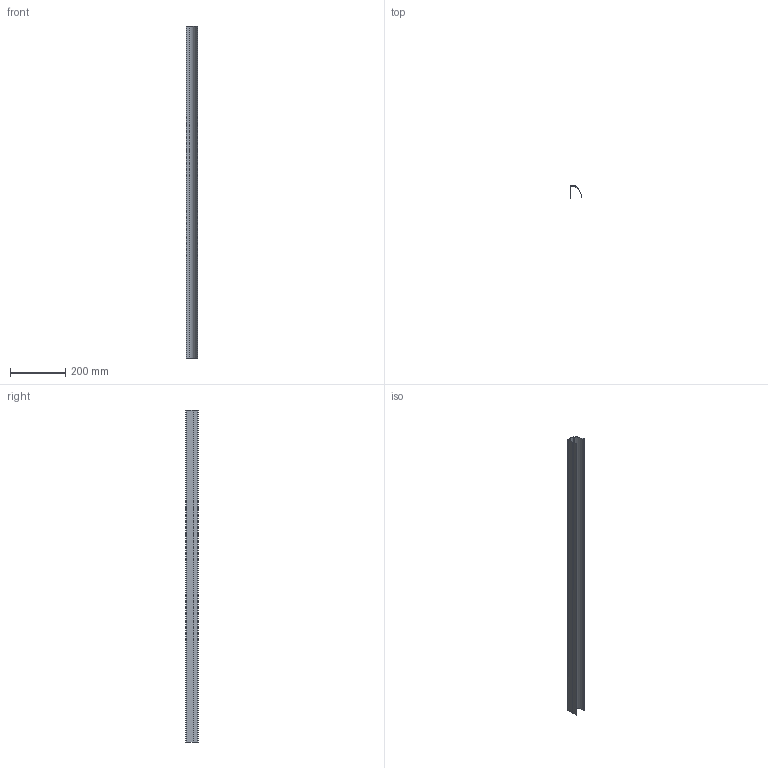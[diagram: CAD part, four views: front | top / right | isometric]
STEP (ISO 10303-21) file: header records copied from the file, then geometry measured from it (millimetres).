
FILE_DESCRIPTION((''),'2;1');
FILE_NAME('DB006671_WETTERSCHUTZHAUBE_','2011-06-17T',('staeubert'),(''),'PRO/ENGINEER BY PARAMETRIC TECHNOLOGY CORPORATION, 2007250','PRO/ENGINEER BY PARAMETRIC TECHNOLOGY CORPORATION, 2007250','');
FILE_SCHEMA(('CONFIG_CONTROL_DESIGN'));
Length unit declared in the file: millimetre
Products named in the file (1): DB006671_WETTERSCHUTZHAUBE_
Bounding box: 43.07 x 43.5 x 1200 mm (x, y, z)
Volume: 170322.5 mm3; surface area: 265389.8 mm2
Topology: 1 solids, 1 shells, 28 faces, 78 edges, 52 vertices
Faces by surface type: plane 14, cylinder 14
Entity records: 948 total; most frequent: DIRECTION 162, CARTESIAN_POINT 158, ORIENTED_EDGE 156, EDGE_CURVE 78, AXIS2_PLACEMENT_3D 56, VERTEX_POINT 52, VECTOR 50, LINE 50
